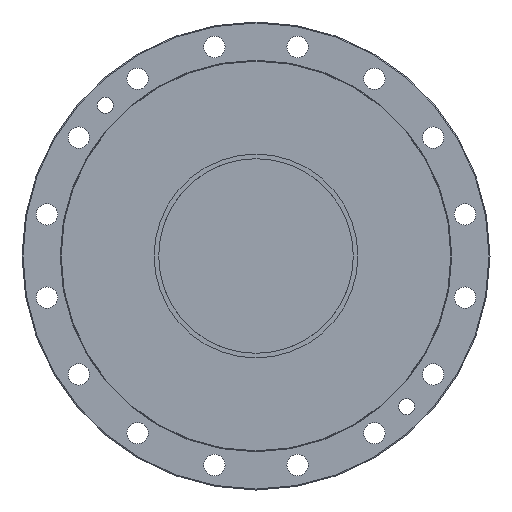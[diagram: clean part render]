
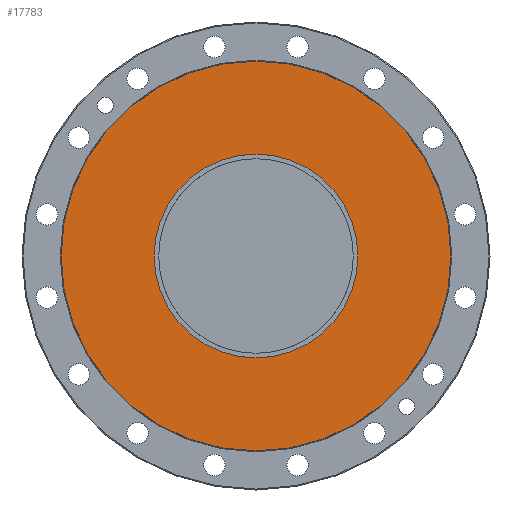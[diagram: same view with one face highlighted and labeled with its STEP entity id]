
A CAD part, front view. The second image highlights one B-rep face of the part: STEP entity #17783.
In plain terms, the highlighted planar face has unit normal (0, -1, 0).
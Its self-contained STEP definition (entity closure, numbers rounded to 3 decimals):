
#328=PLANE('',#18631);
#708=CIRCLE('',#18632,110.);
#709=CIRCLE('',#18633,210.298);
#2533=ORIENTED_EDGE('',*,*,#6149,.F.);
#2534=ORIENTED_EDGE('',*,*,#6150,.T.);
#6149=EDGE_CURVE('',#7957,#7957,#708,.F.);
#6150=EDGE_CURVE('',#7958,#7958,#709,.F.);
#7957=VERTEX_POINT('',#23912);
#7958=VERTEX_POINT('',#23914);
#9685=EDGE_LOOP('',(#2533));
#9686=EDGE_LOOP('',(#2534));
#10812=FACE_BOUND('',#9685,.T.);
#10813=FACE_BOUND('',#9686,.T.);
#17783=ADVANCED_FACE('',(#10812,#10813),#328,.F.);
#18631=AXIS2_PLACEMENT_3D('',#23910,#20124,#20125);
#18632=AXIS2_PLACEMENT_3D('',#23911,#20126,#20127);
#18633=AXIS2_PLACEMENT_3D('',#23913,#20128,#20129);
#20124=DIRECTION('',(0.,1.,0.));
#20125=DIRECTION('',(-1.,0.,0.));
#20126=DIRECTION('',(0.,1.,0.));
#20127=DIRECTION('',(-1.,0.,0.));
#20128=DIRECTION('',(0.,1.,0.));
#20129=DIRECTION('',(-1.,0.,0.));
#23910=CARTESIAN_POINT('',(0.,-206.195,210.845));
#23911=CARTESIAN_POINT('',(0.,-206.195,0.));
#23912=CARTESIAN_POINT('',(-110.,-206.195,0.));
#23913=CARTESIAN_POINT('',(0.,-206.195,0.));
#23914=CARTESIAN_POINT('',(-210.298,-206.195,0.));
